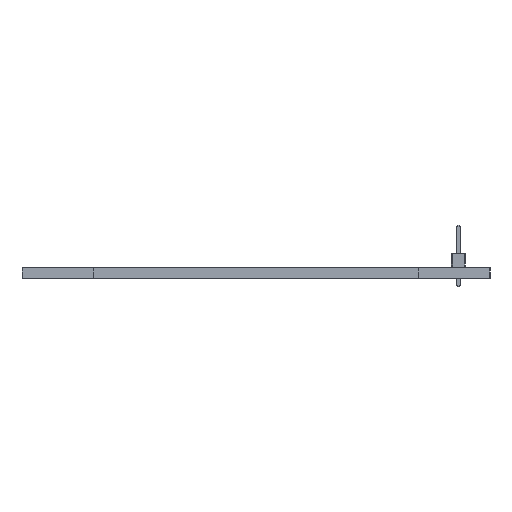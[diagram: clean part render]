
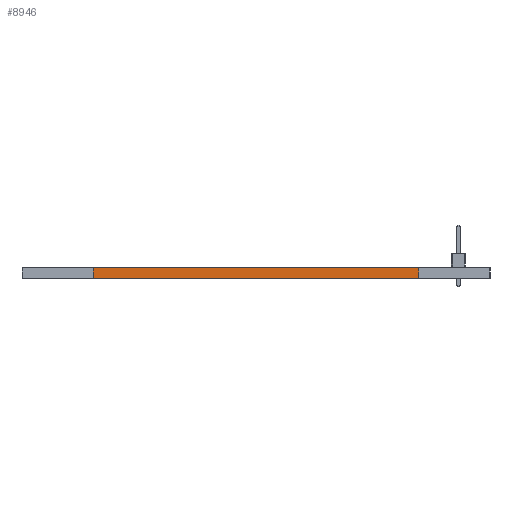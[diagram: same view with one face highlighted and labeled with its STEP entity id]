
A CAD part, left-side view. The second image highlights one B-rep face of the part: STEP entity #8946.
In plain terms, the highlighted planar face has unit normal (-1, 0, 0).
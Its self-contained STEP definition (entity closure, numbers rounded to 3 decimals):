
#1076 = VERTEX_POINT('',#1077);
#1077 = CARTESIAN_POINT('',(158.185,4.991,0.));
#1083 = EDGE_CURVE('',#1084,#1076,#1086,.T.);
#1084 = VERTEX_POINT('',#1085);
#1085 = CARTESIAN_POINT('',(158.193,-41.541,0.));
#1086 = LINE('',#1087,#1088);
#1087 = CARTESIAN_POINT('',(158.193,-41.541,0.));
#1088 = VECTOR('',#1089,1.);
#1089 = DIRECTION('',(0.,1.,0.));
#4997 = VERTEX_POINT('',#4998);
#4998 = CARTESIAN_POINT('',(158.185,4.991,1.51));
#5004 = EDGE_CURVE('',#5005,#4997,#5007,.T.);
#5005 = VERTEX_POINT('',#5006);
#5006 = CARTESIAN_POINT('',(158.193,-41.541,1.51));
#5007 = LINE('',#5008,#5009);
#5008 = CARTESIAN_POINT('',(158.193,-41.541,1.51));
#5009 = VECTOR('',#5010,1.);
#5010 = DIRECTION('',(0.,1.,0.));
#8918 = EDGE_CURVE('',#1084,#5005,#8919,.T.);
#8919 = LINE('',#8920,#8921);
#8920 = CARTESIAN_POINT('',(158.193,-41.541,0.));
#8921 = VECTOR('',#8922,1.);
#8922 = DIRECTION('',(0.,0.,1.));
#8946 = ADVANCED_FACE('',(#8947),#8958,.T.);
#8947 = FACE_BOUND('',#8948,.T.);
#8948 = EDGE_LOOP('',(#8949,#8950,#8951,#8957));
#8949 = ORIENTED_EDGE('',*,*,#8918,.T.);
#8950 = ORIENTED_EDGE('',*,*,#5004,.T.);
#8951 = ORIENTED_EDGE('',*,*,#8952,.F.);
#8952 = EDGE_CURVE('',#1076,#4997,#8953,.T.);
#8953 = LINE('',#8954,#8955);
#8954 = CARTESIAN_POINT('',(158.185,4.991,0.));
#8955 = VECTOR('',#8956,1.);
#8956 = DIRECTION('',(0.,0.,1.));
#8957 = ORIENTED_EDGE('',*,*,#1083,.F.);
#8958 = PLANE('',#8959);
#8959 = AXIS2_PLACEMENT_3D('',#8960,#8961,#8962);
#8960 = CARTESIAN_POINT('',(158.193,-41.541,0.));
#8961 = DIRECTION('',(-1.,0.,0.));
#8962 = DIRECTION('',(0.,1.,0.));
